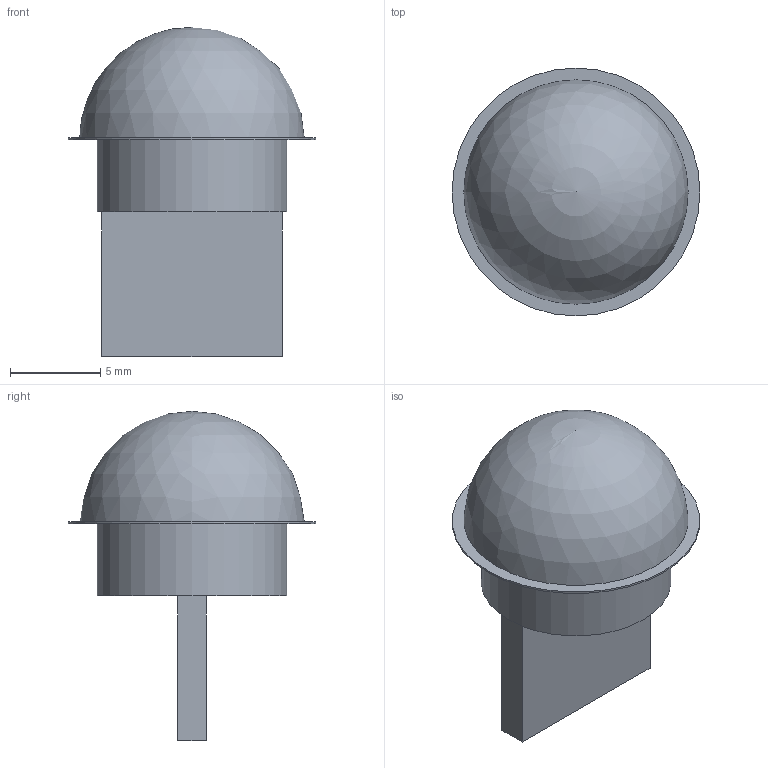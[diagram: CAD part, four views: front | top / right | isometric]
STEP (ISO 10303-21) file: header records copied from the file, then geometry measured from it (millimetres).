
FILE_DESCRIPTION(/* description */ (''),/* implementation_level */ '2;1');
FILE_NAME(/* name */ '5f662e4b47bc5216062863c5',/* time_stamp */ '2020-09-19T16:14:04+00:00',/* author */ (''),/* organization */ (''),/* preprocessor_version */ 'ST-DEVELOPER v16.7',/* originating_system */ $,/* authorisation */ $);
FILE_SCHEMA (('AUTOMOTIVE_DESIGN {1 0 10303 214 3 1 1}'));
Length unit declared in the file: metre
Products named in the file (2): Lens; PCB
Bounding box: 13.7 x 13.7 x 18.2 mm (x, y, z)
Volume: 973.8 mm3; surface area: 764.5 mm2
Topology: 2 solids, 2 shells, 12 faces, 21 edges, 14 vertices
Faces by surface type: plane 9, cylinder 2, sphere 1
Full cylindrical faces by diameter (mm): 10.5 x1, 13.7 x1
Entity records: 322 total; most frequent: DIRECTION 50, CARTESIAN_POINT 44, ORIENTED_EDGE 34, AXIS2_PLACEMENT_3D 19, EDGE_CURVE 17, EDGE_LOOP 16, FACE_BOUND 16, VERTEX_POINT 13
